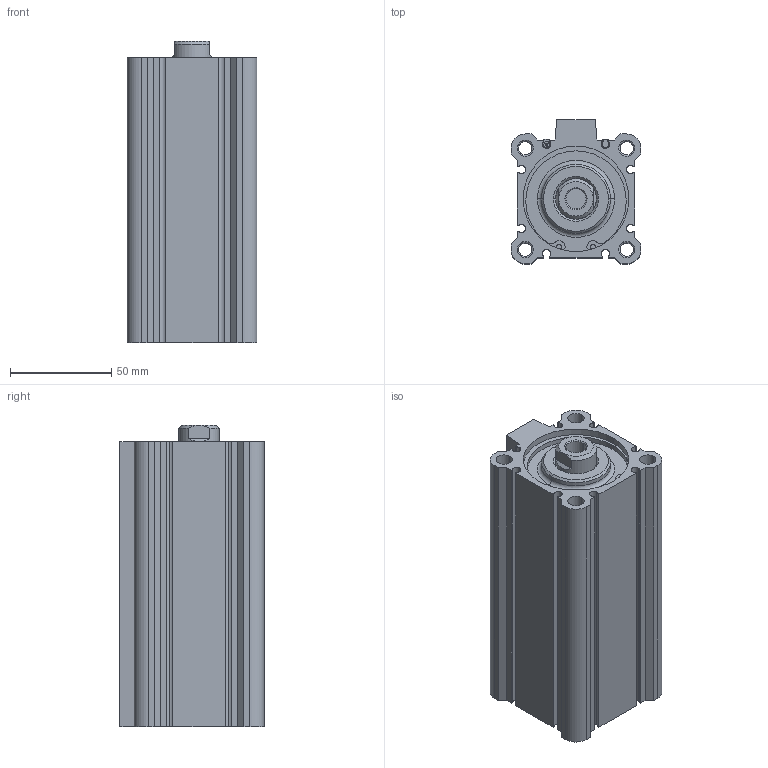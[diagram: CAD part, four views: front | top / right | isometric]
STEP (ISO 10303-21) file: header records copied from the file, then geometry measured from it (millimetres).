
FILE_DESCRIPTION (( 'STEP AP203' ), '1' );
FILE_NAME ('CDQ2A50-100DZ-M9BWZ.step.step', '2016-05-11T06:58:10', ( 'Windows User' ), ( '' ), 'SwSTEP 2.0', 'SolidWorks 2016', '' );
FILE_SCHEMA (( 'CONFIG_CONTROL_DESIGN' ));
Length unit declared in the file: millimetre
Products named in the file (7): CDQ2A50-100DZ-M9BWZ.step_CQ2Tube_50; CDQ2A50-100DZ-M9BWZ.step_CQ22031Rods_50; CDQ2A50-100DZ-M9BWZ.step_F9_M9_M9BW; CDQ2A50-100DZ-M9BWZ.step_A9+F9+M9_M9BW; CDQ2A50-100DZ-M9BWZ.step_CQ2 SnapRing_50; CDQ2A50-100DZ-M9BWZ.step_Boss_50; CDQ2A50-100DZ-M9BWZ.step
Assembly tree (7 placements, depth 3):
  CDQ2A50-100DZ-M9BWZ.step
    CDQ2A50-100DZ-M9BWZ.step_CQ2Tube_50
    CDQ2A50-100DZ-M9BWZ.step_CQ22031Rods_50
    CDQ2A50-100DZ-M9BWZ.step_A9+F9+M9_M9BW  x2
      CDQ2A50-100DZ-M9BWZ.step_F9_M9_M9BW
    CDQ2A50-100DZ-M9BWZ.step_CQ2 SnapRing_50
    CDQ2A50-100DZ-M9BWZ.step_Boss_50
Bounding box: 64 x 71 x 148.5 mm (x, y, z)
Volume: 309530 mm3; surface area: 110938.2 mm2
Topology: 6 solids, 6 shells, 298 faces, 717 edges, 450 vertices
Faces by surface type: cylinder 129, plane 117, cone 40, torus 8, bspline 4
Entity records: 8269 total; most frequent: CARTESIAN_POINT 1382, DIRECTION 1374, ORIENTED_EDGE 1222, EDGE_CURVE 611, AXIS2_PLACEMENT_3D 519, VERTEX_POINT 387, VECTOR 336, LINE 336
